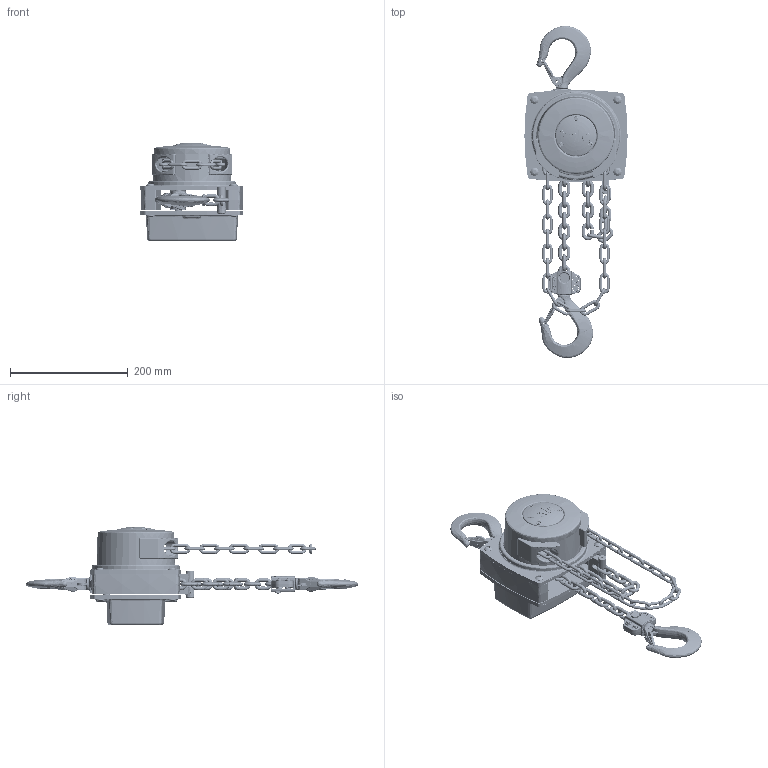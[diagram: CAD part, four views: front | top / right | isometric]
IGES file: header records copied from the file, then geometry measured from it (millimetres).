
Start section: SolidWorks IGES file using analytic representation for surfaces
Global section: file name: 04700065 YL 1000.IGS; native system: SolidWorks 2015; preprocessor: SolidWorks 2015; author: sawwu; date: 180119.110543; units: millimetre
Bounding box: 175 x 563.2 x 167.75 mm (x, y, z)
Surface area: 410984.9 mm2 (no closed solid volume)
Topology: 0 solids, 0 shells, 2217 faces, 25257 edges, 25185 vertices
Faces by surface type: bspline 1285, revolution 932
